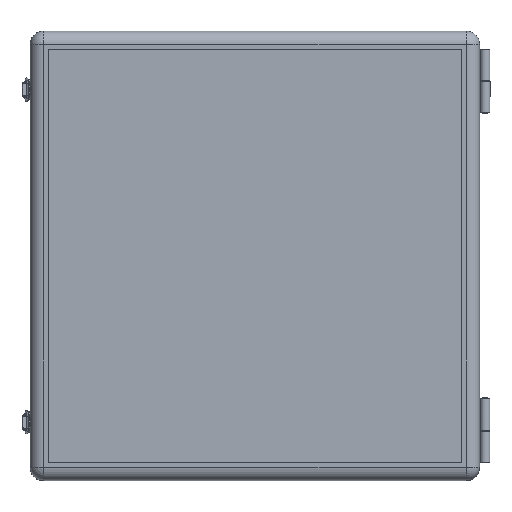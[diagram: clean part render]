
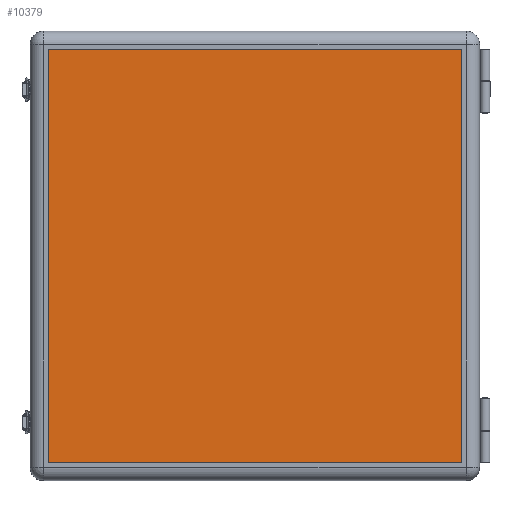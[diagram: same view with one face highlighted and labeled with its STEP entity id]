
A CAD part, top view. The second image highlights one B-rep face of the part: STEP entity #10379.
In plain terms, the highlighted face is planar.
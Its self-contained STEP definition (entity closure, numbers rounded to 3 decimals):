
#1112 = ORIENTED_EDGE ( 'NONE', *, *, #31726, .F. ) ;
#1114 = ORIENTED_EDGE ( 'NONE', *, *, #6338, .F. ) ;
#1116 = ORIENTED_EDGE ( 'NONE', *, *, #6340, .F. ) ;
#1118 = ORIENTED_EDGE ( 'NONE', *, *, #31729, .F. ) ;
#6338 = EDGE_CURVE ( 'NONE', #59174, #59152, #25807, .T. ) ;
#6340 = EDGE_CURVE ( 'NONE', #59055, #59174, #25813, .T. ) ;
#10379 = ADVANCED_FACE ( 'NONE', ( #36859 ), #36860, .F. ) ;
#14383 = CARTESIAN_POINT ( 'NONE',  ( -230., 230., 0. ) ) ;
#14464 = CARTESIAN_POINT ( 'NONE',  ( 230., 230., 0. ) ) ;
#14479 = CARTESIAN_POINT ( 'NONE',  ( 230., -230., 0. ) ) ;
#14501 = CARTESIAN_POINT ( 'NONE',  ( -230., -230., 0. ) ) ;
#16246 = EDGE_LOOP ( 'NONE', ( #1112, #1114, #1116, #1118 ) ) ;
#21810 = VECTOR ( 'NONE', #25810, 1000. ) ;
#21812 = VECTOR ( 'NONE', #25815, 1000. ) ;
#25807 = LINE ( 'NONE', #25809, #21810 ) ;
#25809 = CARTESIAN_POINT ( 'NONE',  ( -235., -230., 0. ) ) ;
#25810 = DIRECTION ( 'NONE',  ( 1., 0., 0. ) ) ;
#25813 = LINE ( 'NONE', #25814, #21812 ) ;
#25814 = CARTESIAN_POINT ( 'NONE',  ( -230., -235., 0. ) ) ;
#25815 = DIRECTION ( 'NONE',  ( 0., -1., 0. ) ) ;
#31726 = EDGE_CURVE ( 'NONE', #59152, #59137, #56157, .T. ) ;
#31729 = EDGE_CURVE ( 'NONE', #59137, #59055, #56169, .T. ) ;
#34723 = AXIS2_PLACEMENT_3D ( 'NONE', #36851, #36862, #36863 ) ;
#36851 = CARTESIAN_POINT ( 'NONE',  ( -235., -235., 0. ) ) ;
#36859 = FACE_OUTER_BOUND ( 'NONE', #16246, .T. ) ;
#36860 = PLANE ( 'NONE',  #34723 ) ;
#36862 = DIRECTION ( 'NONE',  ( 0., 0., 1. ) ) ;
#36863 = DIRECTION ( 'NONE',  ( 1., 0., 0. ) ) ;
#51504 = VECTOR ( 'NONE', #56162, 1000. ) ;
#51532 = VECTOR ( 'NONE', #56172, 1000. ) ;
#56150 = CARTESIAN_POINT ( 'NONE',  ( 230., -235., 0. ) ) ;
#56157 = LINE ( 'NONE', #56150, #51504 ) ;
#56162 = DIRECTION ( 'NONE',  ( 0., 1., 0. ) ) ;
#56169 = LINE ( 'NONE', #56171, #51532 ) ;
#56171 = CARTESIAN_POINT ( 'NONE',  ( -235., 230., 0. ) ) ;
#56172 = DIRECTION ( 'NONE',  ( -1., 0., 0. ) ) ;
#59055 = VERTEX_POINT ( 'NONE', #14383 ) ;
#59137 = VERTEX_POINT ( 'NONE', #14464 ) ;
#59152 = VERTEX_POINT ( 'NONE', #14479 ) ;
#59174 = VERTEX_POINT ( 'NONE', #14501 ) ;
